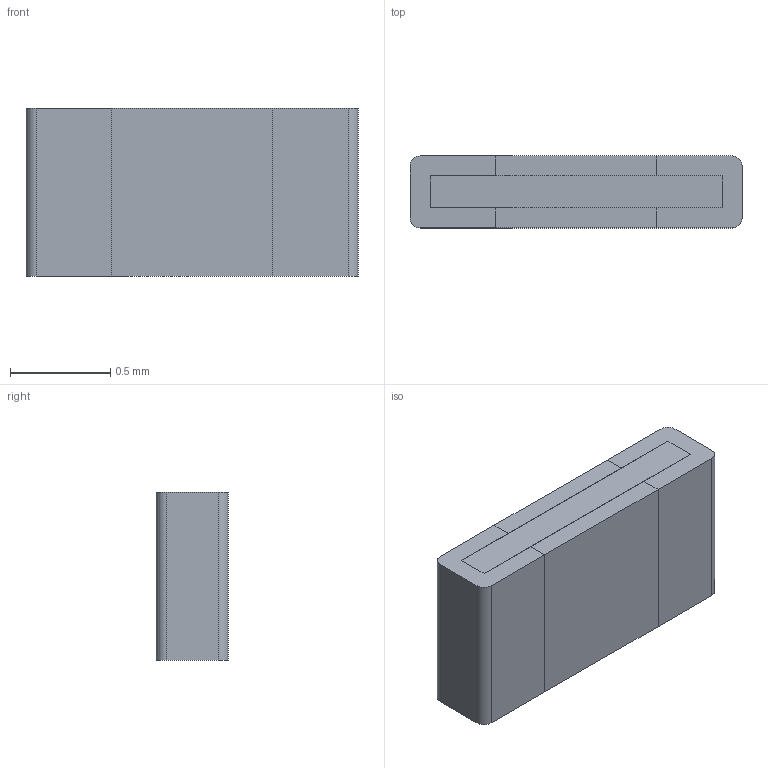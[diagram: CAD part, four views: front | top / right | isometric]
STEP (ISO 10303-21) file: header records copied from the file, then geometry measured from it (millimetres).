
FILE_DESCRIPTION (( 'STEP AP214' ), '1' );
FILE_NAME ( 'DIONC166X84X36L43.STEP', '2018-03-29T17:01:11', ( '' ), ( '' ), 'Part was generated with the free Library Expert Lite available at www.PCBLibraries.com. Removing line will violate the End User License Agreement.', '©2017 PCB Libraries, Inc.', '' );
FILE_SCHEMA (( 'AUTOMOTIVE_DESIGN' ));
Length unit declared in the file: millimetre
Products named in the file (1): DIONC166X84X36L43
Bounding box: 1.66 x 0.36 x 0.84 mm (x, y, z)
Volume: 0.5 mm3; surface area: 10.6 mm2
Topology: 5 solids, 5 shells, 42 faces, 96 edges, 64 vertices
Faces by surface type: plane 38, cylinder 4
Entity records: 1344 total; most frequent: CARTESIAN_POINT 203, ORIENTED_EDGE 192, DIRECTION 190, EDGE_CURVE 96, VECTOR 88, LINE 88, VERTEX_POINT 64, AXIS2_PLACEMENT_3D 51
